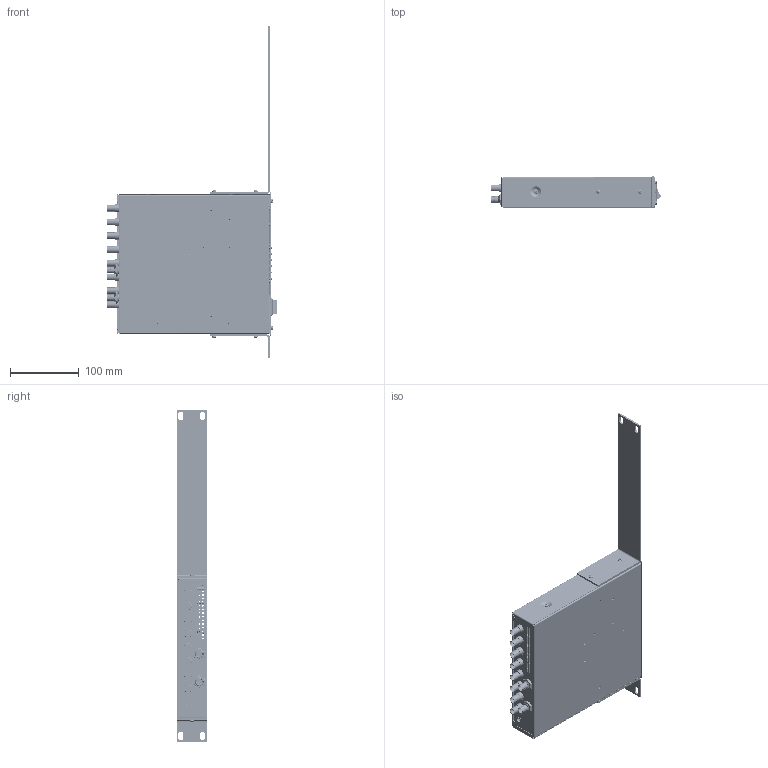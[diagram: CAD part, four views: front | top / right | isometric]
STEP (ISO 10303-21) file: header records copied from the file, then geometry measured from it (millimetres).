
FILE_DESCRIPTION (( 'STEP AP214' ), '1' );
FILE_NAME ('10681 - C6 Assembly.STEP', '2025-02-28T16:50:00', ( '' ), ( '' ), 'SwSTEP 2.0', 'SolidWorks 2023', '' );
FILE_SCHEMA (( 'AUTOMOTIVE_DESIGN' ));
Length unit declared in the file: millimetre
Products named in the file (19): 91290A113_Alloy Steel Socket Head Screw_91290A113; 10719 - LED Light Pipe; 10679 - C6 Bottom Enclosure; 10632 - Half Rack Ears, Short; Rocker Switch; S-M3-0ZI_95185A520; 10633 - Half Rack Ears, Long; 10721 - Passivated 18-8 Stainless Steel Phillips Wide Truss, M3x.5mm, 18mm Long_92467A481; 10681 - C6 Assembly; 95836A207_Black-Oxide 18-8 M3x8mm Pan Head Phillips Screws_95836A207; 10682 - C6 PCB Assembly; 10680 - C6 Front Plate; TSO-M3-1000ZI; TSO-M3-400ZI.stp; C6 BNC WIP (Not the actual ones)_.050 PANEL MOUNTING; 10683 - C6 Enclosure Top; M3-37mmL Hex Standoff_94868A180_94868A180; TFH-M3-6ZI; TSO-M3-600ZI
Assembly tree (63 placements, depth 2):
  10681 - C6 Assembly
    10679 - C6 Bottom Enclosure
    10680 - C6 Front Plate
    10683 - C6 Enclosure Top
    Rocker Switch
    S-M3-0ZI_95185A520  x16
    TFH-M3-6ZI  x5
    TSO-M3-400ZI.stp  x2
    TSO-M3-1000ZI  x2
    10682 - C6 PCB Assembly
    M3-37mmL Hex Standoff_94868A180_94868A180  x5
    10719 - LED Light Pipe  x6
    TSO-M3-600ZI  x3
    10721 - Passivated 18-8 Stainless Steel Phillips Wide Truss, M3x.5mm, 18mm Long_92467A481  x3
    C6 BNC WIP (Not the actual ones)_.050 PANEL MOUNTING  x2
    91290A113_Alloy Steel Socket Head Screw_91290A113  x4
    95836A207_Black-Oxide 18-8 M3x8mm Pan Head Phillips Screws_95836A207  x8
    10633 - Half Rack Ears, Long
    10632 - Half Rack Ears, Short
Bounding box: 247.95 x 45 x 482.72 mm (x, y, z)
Volume: 212427.7 mm3; surface area: 377581.7 mm2
Topology: 79 solids, 91 shells, 9139 faces, 23902 edges, 15629 vertices
Faces by surface type: plane 4760, cylinder 2802, cone 674, bspline 645, torus 212, sphere 46
Entity records: 174897 total; most frequent: CARTESIAN_POINT 46191, ORIENTED_EDGE 22632, DIRECTION 20571, EDGE_CURVE 11316, VERTEX_POINT 7405, AXIS2_PLACEMENT_3D 7000, LINE 6571, VECTOR 6571
